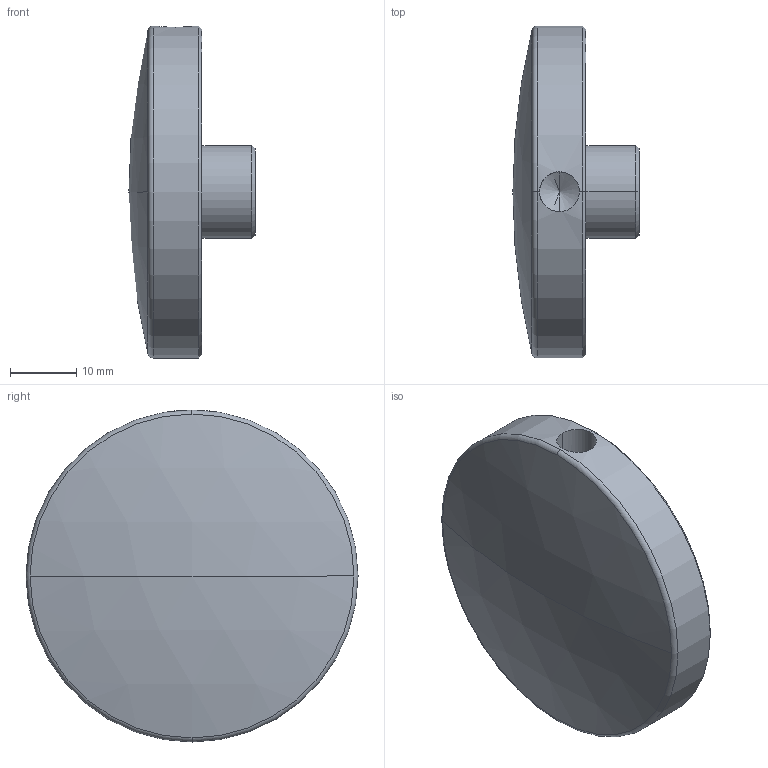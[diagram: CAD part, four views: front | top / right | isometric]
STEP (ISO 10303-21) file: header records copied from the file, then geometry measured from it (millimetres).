
FILE_DESCRIPTION (( 'STEP AP203' ), '1' );
FILE_NAME ('0100000000025478_12_A-0747-FRONT.STEP', '2022-10-14T07:09:39', ( '' ), ( '' ), 'SwSTEP 2.0', 'SolidWorks 2019', '' );
FILE_SCHEMA (( 'CONFIG_CONTROL_DESIGN' ));
Length unit declared in the file: millimetre
Products named in the file (1): 0100000000025478_12_A-0747-FRONT
Bounding box: 19 x 50 x 50 mm (x, y, z)
Volume: 18748.5 mm3; surface area: 5994.8 mm2
Topology: 1 solids, 1 shells, 24 faces, 55 edges, 31 vertices
Faces by surface type: cone 10, cylinder 8, torus 2, sphere 2, plane 2
Entity records: 788 total; most frequent: CARTESIAN_POINT 175, DIRECTION 125, ORIENTED_EDGE 102, AXIS2_PLACEMENT_3D 53, EDGE_CURVE 51, VERTEX_POINT 31, CIRCLE 28, EDGE_LOOP 26
